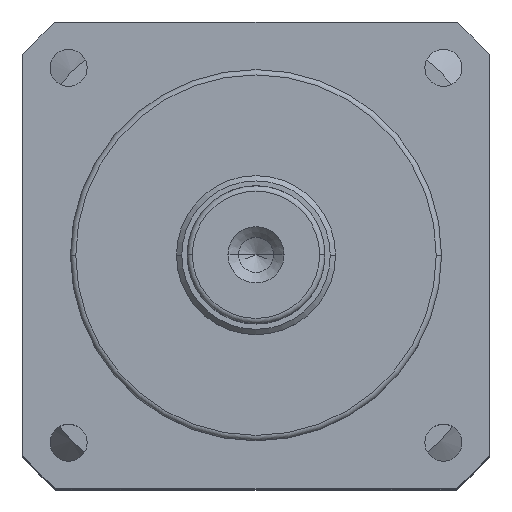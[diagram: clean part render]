
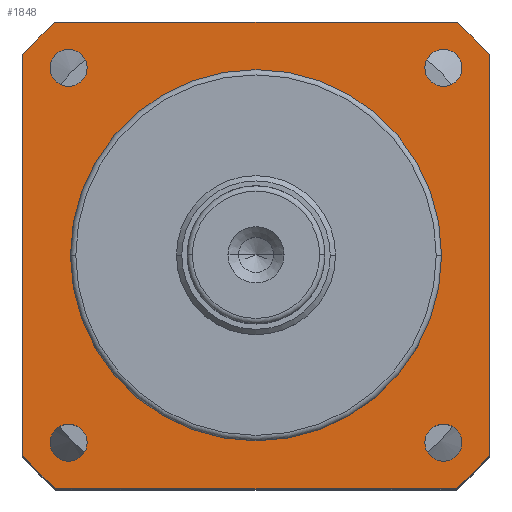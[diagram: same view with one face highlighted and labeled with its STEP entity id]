
A CAD part, top view. The second image highlights one B-rep face of the part: STEP entity #1848.
In plain terms, the highlighted planar face has unit normal (0, 0, 1).
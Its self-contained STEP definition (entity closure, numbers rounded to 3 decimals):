
#205=DIRECTION('',(0.,1.,0.));
#206=VECTOR('',#205,37.789);
#207=CARTESIAN_POINT('',(-22.,-18.894,6.));
#208=LINE('',#207,#206);
#221=DIRECTION('',(1.,0.,0.));
#222=VECTOR('',#221,37.789);
#223=CARTESIAN_POINT('',(-18.894,22.,6.));
#224=LINE('',#223,#222);
#285=DIRECTION('',(0.,-1.,0.));
#286=VECTOR('',#285,37.789);
#287=CARTESIAN_POINT('',(22.,18.894,6.));
#288=LINE('',#287,#286);
#385=DIRECTION('',(-1.,0.,0.));
#386=VECTOR('',#385,37.789);
#387=CARTESIAN_POINT('',(18.894,-22.,6.));
#388=LINE('',#387,#386);
#493=CARTESIAN_POINT('',(0.,0.,6.));
#494=DIRECTION('',(0.,0.,1.));
#495=DIRECTION('',(-0.759,-0.652,0.));
#496=AXIS2_PLACEMENT_3D('',#493,#494,#495);
#498=CARTESIAN_POINT('',(0.,0.,6.));
#499=DIRECTION('',(0.,0.,1.));
#500=DIRECTION('',(-0.652,0.759,0.));
#501=AXIS2_PLACEMENT_3D('',#498,#499,#500);
#503=CARTESIAN_POINT('',(0.,0.,6.));
#504=DIRECTION('',(0.,0.,1.));
#505=DIRECTION('',(0.759,0.652,0.));
#506=AXIS2_PLACEMENT_3D('',#503,#504,#505);
#508=CARTESIAN_POINT('',(0.,0.,6.));
#509=DIRECTION('',(0.,0.,1.));
#510=DIRECTION('',(0.652,-0.759,0.));
#511=AXIS2_PLACEMENT_3D('',#508,#509,#510);
#513=CARTESIAN_POINT('',(-17.678,17.678,6.));
#514=DIRECTION('',(0.,0.,-1.));
#515=DIRECTION('',(-1.,0.,0.));
#516=AXIS2_PLACEMENT_3D('',#513,#514,#515);
#518=CARTESIAN_POINT('',(-17.678,17.678,6.));
#519=DIRECTION('',(0.,0.,-1.));
#520=DIRECTION('',(1.,0.,0.));
#521=AXIS2_PLACEMENT_3D('',#518,#519,#520);
#523=CARTESIAN_POINT('',(-17.678,-17.678,6.));
#524=DIRECTION('',(0.,0.,-1.));
#525=DIRECTION('',(-1.,0.,0.));
#526=AXIS2_PLACEMENT_3D('',#523,#524,#525);
#528=CARTESIAN_POINT('',(-17.678,-17.678,6.));
#529=DIRECTION('',(0.,0.,-1.));
#530=DIRECTION('',(1.,0.,0.));
#531=AXIS2_PLACEMENT_3D('',#528,#529,#530);
#533=CARTESIAN_POINT('',(17.678,-17.678,6.));
#534=DIRECTION('',(0.,0.,-1.));
#535=DIRECTION('',(-1.,0.,0.));
#536=AXIS2_PLACEMENT_3D('',#533,#534,#535);
#538=CARTESIAN_POINT('',(17.678,-17.678,6.));
#539=DIRECTION('',(0.,0.,-1.));
#540=DIRECTION('',(1.,0.,0.));
#541=AXIS2_PLACEMENT_3D('',#538,#539,#540);
#543=CARTESIAN_POINT('',(17.678,17.678,6.));
#544=DIRECTION('',(0.,0.,-1.));
#545=DIRECTION('',(-1.,0.,0.));
#546=AXIS2_PLACEMENT_3D('',#543,#544,#545);
#548=CARTESIAN_POINT('',(17.678,17.678,6.));
#549=DIRECTION('',(0.,0.,-1.));
#550=DIRECTION('',(1.,0.,0.));
#551=AXIS2_PLACEMENT_3D('',#548,#549,#550);
#553=CARTESIAN_POINT('',(0.,0.,6.));
#554=DIRECTION('',(0.,0.,-1.));
#555=DIRECTION('',(1.,0.,0.));
#556=AXIS2_PLACEMENT_3D('',#553,#554,#555);
#558=CARTESIAN_POINT('',(0.,0.,6.));
#559=DIRECTION('',(0.,0.,-1.));
#560=DIRECTION('',(-1.,0.,0.));
#561=AXIS2_PLACEMENT_3D('',#558,#559,#560);
#956=CARTESIAN_POINT('',(15.928,-17.678,6.));
#957=CARTESIAN_POINT('',(19.428,-17.678,6.));
#958=VERTEX_POINT('',#956);
#959=VERTEX_POINT('',#957);
#964=CARTESIAN_POINT('',(18.894,-22.,6.));
#966=VERTEX_POINT('',#964);
#974=CARTESIAN_POINT('',(-19.428,-17.678,6.));
#975=CARTESIAN_POINT('',(-15.928,-17.678,6.));
#976=VERTEX_POINT('',#974);
#977=VERTEX_POINT('',#975);
#1005=CARTESIAN_POINT('',(22.,18.894,6.));
#1007=VERTEX_POINT('',#1005);
#1027=CARTESIAN_POINT('',(-15.928,17.678,6.));
#1028=CARTESIAN_POINT('',(-19.428,17.678,6.));
#1029=VERTEX_POINT('',#1027);
#1030=VERTEX_POINT('',#1028);
#1031=CARTESIAN_POINT('',(19.428,17.678,6.));
#1032=CARTESIAN_POINT('',(15.928,17.678,6.));
#1033=VERTEX_POINT('',#1031);
#1034=VERTEX_POINT('',#1032);
#1039=CARTESIAN_POINT('',(-22.,-18.894,6.));
#1040=CARTESIAN_POINT('',(-18.894,-22.,6.));
#1041=VERTEX_POINT('',#1039);
#1042=VERTEX_POINT('',#1040);
#1076=CARTESIAN_POINT('',(18.894,22.,6.));
#1077=VERTEX_POINT('',#1076);
#1078=CARTESIAN_POINT('',(-22.,18.894,6.));
#1079=VERTEX_POINT('',#1078);
#1088=CARTESIAN_POINT('',(-17.5,0.,6.));
#1090=VERTEX_POINT('',#1088);
#1147=CARTESIAN_POINT('',(22.,-18.894,6.));
#1149=VERTEX_POINT('',#1147);
#1150=CARTESIAN_POINT('',(-18.894,22.,6.));
#1151=VERTEX_POINT('',#1150);
#1182=CARTESIAN_POINT('',(17.5,0.,6.));
#1183=VERTEX_POINT('',#1182);
#1802=CARTESIAN_POINT('',(0.,0.,6.));
#1803=DIRECTION('',(0.,0.,1.));
#1804=DIRECTION('',(1.,0.,0.));
#1805=AXIS2_PLACEMENT_3D('',#1802,#1803,#1804);
#1806=PLANE('',#1805);
#1807=ORIENTED_EDGE('',*,*,#1796,.F.);
#1808=ORIENTED_EDGE('',*,*,#1407,.T.);
#1809=ORIENTED_EDGE('',*,*,#1428,.F.);
#1810=ORIENTED_EDGE('',*,*,#1443,.T.);
#1812=ORIENTED_EDGE('',*,*,#1811,.F.);
#1813=ORIENTED_EDGE('',*,*,#1510,.T.);
#1815=ORIENTED_EDGE('',*,*,#1814,.F.);
#1816=ORIENTED_EDGE('',*,*,#1655,.T.);
#1817=EDGE_LOOP('',(#1807,#1808,#1809,#1810,#1812,#1813,#1815,#1816));
#1818=FACE_OUTER_BOUND('',#1817,.F.);
#1820=ORIENTED_EDGE('',*,*,#1819,.F.);
#1821=ORIENTED_EDGE('',*,*,#1207,.F.);
#1822=EDGE_LOOP('',(#1820,#1821));
#1823=FACE_BOUND('',#1822,.F.);
#1825=ORIENTED_EDGE('',*,*,#1824,.F.);
#1827=ORIENTED_EDGE('',*,*,#1826,.F.);
#1828=EDGE_LOOP('',(#1825,#1827));
#1829=FACE_BOUND('',#1828,.F.);
#1831=ORIENTED_EDGE('',*,*,#1830,.F.);
#1833=ORIENTED_EDGE('',*,*,#1832,.F.);
#1834=EDGE_LOOP('',(#1831,#1833));
#1835=FACE_BOUND('',#1834,.F.);
#1837=ORIENTED_EDGE('',*,*,#1836,.F.);
#1839=ORIENTED_EDGE('',*,*,#1838,.F.);
#1840=EDGE_LOOP('',(#1837,#1839));
#1841=FACE_BOUND('',#1840,.F.);
#1843=ORIENTED_EDGE('',*,*,#1842,.F.);
#1845=ORIENTED_EDGE('',*,*,#1844,.F.);
#1846=EDGE_LOOP('',(#1843,#1845));
#1847=FACE_BOUND('',#1846,.F.);
#1848=ADVANCED_FACE('',(#1818,#1823,#1829,#1835,#1841,#1847),#1806,.T.);
#497=CIRCLE('',#496,29.);
#502=CIRCLE('',#501,29.);
#507=CIRCLE('',#506,29.);
#512=CIRCLE('',#511,29.);
#517=CIRCLE('',#516,1.75);
#522=CIRCLE('',#521,1.75);
#527=CIRCLE('',#526,1.75);
#532=CIRCLE('',#531,1.75);
#537=CIRCLE('',#536,1.75);
#542=CIRCLE('',#541,1.75);
#547=CIRCLE('',#546,1.75);
#552=CIRCLE('',#551,1.75);
#557=CIRCLE('',#556,17.5);
#562=CIRCLE('',#561,17.5);
#1207=EDGE_CURVE('',#1029,#1030,#522,.T.);
#1407=EDGE_CURVE('',#1041,#1079,#208,.T.);
#1428=EDGE_CURVE('',#1151,#1079,#502,.T.);
#1443=EDGE_CURVE('',#1151,#1077,#224,.T.);
#1510=EDGE_CURVE('',#1007,#1149,#288,.T.);
#1655=EDGE_CURVE('',#966,#1042,#388,.T.);
#1796=EDGE_CURVE('',#1041,#1042,#497,.T.);
#1811=EDGE_CURVE('',#1007,#1077,#507,.T.);
#1814=EDGE_CURVE('',#966,#1149,#512,.T.);
#1819=EDGE_CURVE('',#1030,#1029,#517,.T.);
#1824=EDGE_CURVE('',#976,#977,#527,.T.);
#1826=EDGE_CURVE('',#977,#976,#532,.T.);
#1830=EDGE_CURVE('',#958,#959,#537,.T.);
#1832=EDGE_CURVE('',#959,#958,#542,.T.);
#1836=EDGE_CURVE('',#1034,#1033,#547,.T.);
#1838=EDGE_CURVE('',#1033,#1034,#552,.T.);
#1842=EDGE_CURVE('',#1183,#1090,#557,.T.);
#1844=EDGE_CURVE('',#1090,#1183,#562,.T.);
